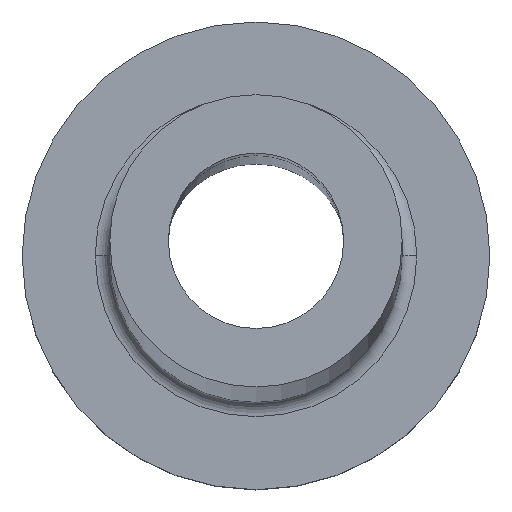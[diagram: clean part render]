
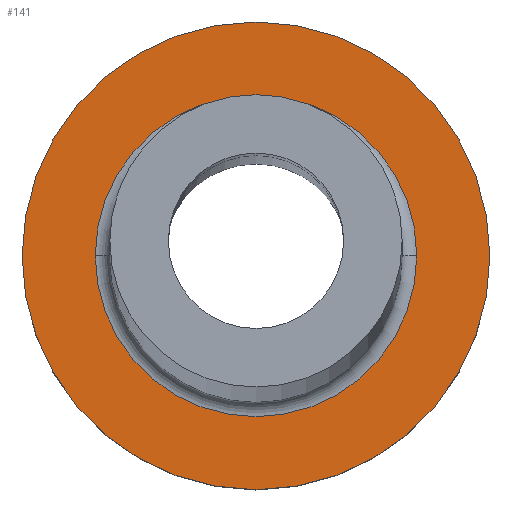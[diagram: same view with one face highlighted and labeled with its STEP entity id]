
A CAD part, top view. The second image highlights one B-rep face of the part: STEP entity #141.
In plain terms, the highlighted planar face has unit normal (0, 0, 1).
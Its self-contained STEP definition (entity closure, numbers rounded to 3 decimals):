
#2 = DIRECTION ( 'NONE',  ( 0., 0., -1. ) ) ;
#22 = CARTESIAN_POINT ( 'NONE',  ( 5.5, 0., 5. ) ) ;
#23 = ORIENTED_EDGE ( 'NONE', *, *, #340, .T. ) ;
#39 = AXIS2_PLACEMENT_3D ( 'NONE', #189, #330, #443 ) ;
#60 = VERTEX_POINT ( 'NONE', #217 ) ;
#70 = AXIS2_PLACEMENT_3D ( 'NONE', #355, #2, #146 ) ;
#83 = PLANE ( 'NONE',  #297 ) ;
#95 = EDGE_CURVE ( 'NONE', #390, #322, #368, .T. ) ;
#101 = CARTESIAN_POINT ( 'NONE',  ( -5.5, 0., 5. ) ) ;
#105 = EDGE_LOOP ( 'NONE', ( #176, #252 ) ) ;
#139 = CARTESIAN_POINT ( 'NONE',  ( -8., 0., 5. ) ) ;
#141 = ADVANCED_FACE ( 'NONE', ( #294, #159 ), #83, .T. ) ;
#146 = DIRECTION ( 'NONE',  ( 1., 0., 0. ) ) ;
#159 = FACE_OUTER_BOUND ( 'NONE', #323, .T. ) ;
#176 = ORIENTED_EDGE ( 'NONE', *, *, #265, .T. ) ;
#189 = CARTESIAN_POINT ( 'NONE',  ( 0., 0., 5. ) ) ;
#202 = CARTESIAN_POINT ( 'NONE',  ( 0., 0., 5. ) ) ;
#217 = CARTESIAN_POINT ( 'NONE',  ( 8., 0., 5. ) ) ;
#227 = DIRECTION ( 'NONE',  ( 0., 0., 1. ) ) ;
#248 = CIRCLE ( 'NONE', #446, 8. ) ;
#252 = ORIENTED_EDGE ( 'NONE', *, *, #95, .T. ) ;
#255 = AXIS2_PLACEMENT_3D ( 'NONE', #202, #416, #348 ) ;
#265 = EDGE_CURVE ( 'NONE', #322, #390, #458, .T. ) ;
#292 = DIRECTION ( 'NONE',  ( 1., 0., 0. ) ) ;
#294 = FACE_BOUND ( 'NONE', #105, .T. ) ;
#297 = AXIS2_PLACEMENT_3D ( 'NONE', #332, #227, #292 ) ;
#317 = DIRECTION ( 'NONE',  ( 0., 0., 1. ) ) ;
#322 = VERTEX_POINT ( 'NONE', #22 ) ;
#323 = EDGE_LOOP ( 'NONE', ( #23, #453 ) ) ;
#328 = CIRCLE ( 'NONE', #255, 8. ) ;
#330 = DIRECTION ( 'NONE',  ( 0., 0., -1. ) ) ;
#332 = CARTESIAN_POINT ( 'NONE',  ( 0., 0., 5. ) ) ;
#340 = EDGE_CURVE ( 'NONE', #385, #60, #328, .T. ) ;
#348 = DIRECTION ( 'NONE',  ( 1., 0., 0. ) ) ;
#353 = CARTESIAN_POINT ( 'NONE',  ( 0., 0., 5. ) ) ;
#355 = CARTESIAN_POINT ( 'NONE',  ( 0., 0., 5. ) ) ;
#368 = CIRCLE ( 'NONE', #70, 5.5 ) ;
#385 = VERTEX_POINT ( 'NONE', #139 ) ;
#390 = VERTEX_POINT ( 'NONE', #101 ) ;
#391 = DIRECTION ( 'NONE',  ( 1., 0., 0. ) ) ;
#416 = DIRECTION ( 'NONE',  ( 0., 0., 1. ) ) ;
#435 = EDGE_CURVE ( 'NONE', #60, #385, #248, .T. ) ;
#443 = DIRECTION ( 'NONE',  ( 1., 0., 0. ) ) ;
#446 = AXIS2_PLACEMENT_3D ( 'NONE', #353, #317, #391 ) ;
#453 = ORIENTED_EDGE ( 'NONE', *, *, #435, .T. ) ;
#458 = CIRCLE ( 'NONE', #39, 5.5 ) ;
